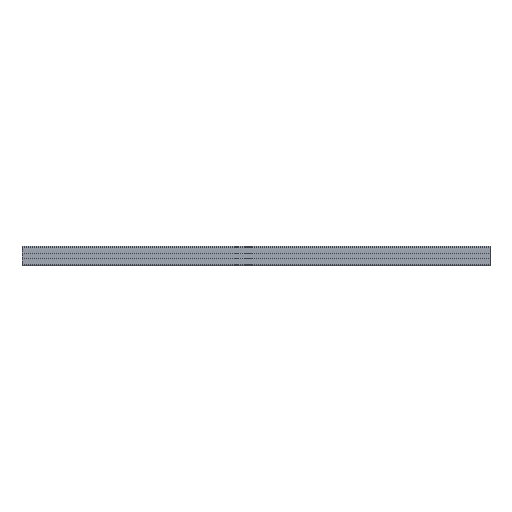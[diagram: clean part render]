
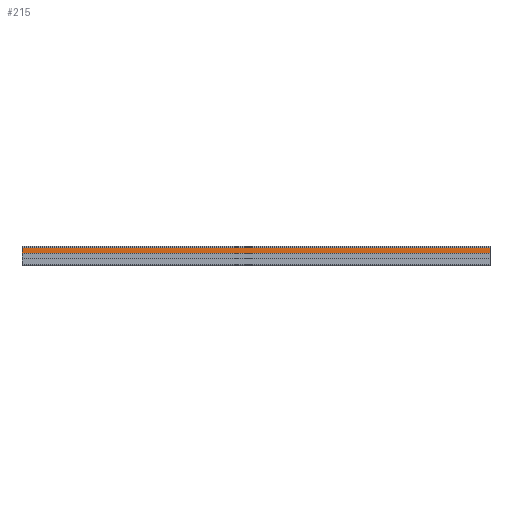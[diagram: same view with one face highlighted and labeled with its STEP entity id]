
A CAD part, top view. The second image highlights one B-rep face of the part: STEP entity #215.
In plain terms, the highlighted planar face has unit normal (0, 0, 1).
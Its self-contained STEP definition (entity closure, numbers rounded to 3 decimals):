
#215=ADVANCED_FACE('',(#553),#554,.T.);
#553=FACE_OUTER_BOUND('',#1021,.T.);
#554=PLANE('',#1022);
#1021=EDGE_LOOP('',(#1583,#1584,#1585,#1586));
#1022=AXIS2_PLACEMENT_3D('',#1587,#1588,#1589);
#1583=ORIENTED_EDGE('',*,*,#3009,.T.);
#1584=ORIENTED_EDGE('',*,*,#2989,.F.);
#1585=ORIENTED_EDGE('',*,*,#3010,.F.);
#1586=ORIENTED_EDGE('',*,*,#3006,.T.);
#1587=CARTESIAN_POINT('',(0.0,11.4,20.));
#1588=DIRECTION('',(0.0,0.0,1.0));
#1589=DIRECTION('',(0.0,-1.0,-0.0));
#2989=EDGE_CURVE('',#3645,#3647,#3648,.T.);
#3006=EDGE_CURVE('',#3674,#3672,#3675,.T.);
#3009=EDGE_CURVE('',#3672,#3647,#3678,.T.);
#3010=EDGE_CURVE('',#3674,#3645,#3679,.T.);
#3645=VERTEX_POINT('',#4567);
#3647=VERTEX_POINT('',#4569);
#3648=LINE('',#4570,#4571);
#3672=VERTEX_POINT('',#4605);
#3674=VERTEX_POINT('',#4608);
#3675=LINE('',#4609,#4610);
#3678=LINE('',#4614,#4615);
#3679=LINE('',#4616,#4617);
#4567=CARTESIAN_POINT('',(0.0,17.0,20.));
#4569=CARTESIAN_POINT('',(940.0,17.0,20.));
#4570=CARTESIAN_POINT('',(0.0,17.0,20.));
#4571=VECTOR('',#5792,1.0);
#4605=CARTESIAN_POINT('',(940.0,5.8,20.));
#4608=CARTESIAN_POINT('',(0.0,5.8,20.));
#4609=CARTESIAN_POINT('',(0.0,5.8,20.));
#4610=VECTOR('',#5807,1.0);
#4614=CARTESIAN_POINT('',(940.0,5.8,20.));
#4615=VECTOR('',#5809,1.0);
#4616=CARTESIAN_POINT('',(0.0,5.8,20.));
#4617=VECTOR('',#5810,1.0);
#5792=DIRECTION('',(1.0,0.0,0.0));
#5807=DIRECTION('',(1.0,0.0,0.0));
#5809=DIRECTION('',(0.0,1.0,0.0));
#5810=DIRECTION('',(0.0,1.0,0.0));
